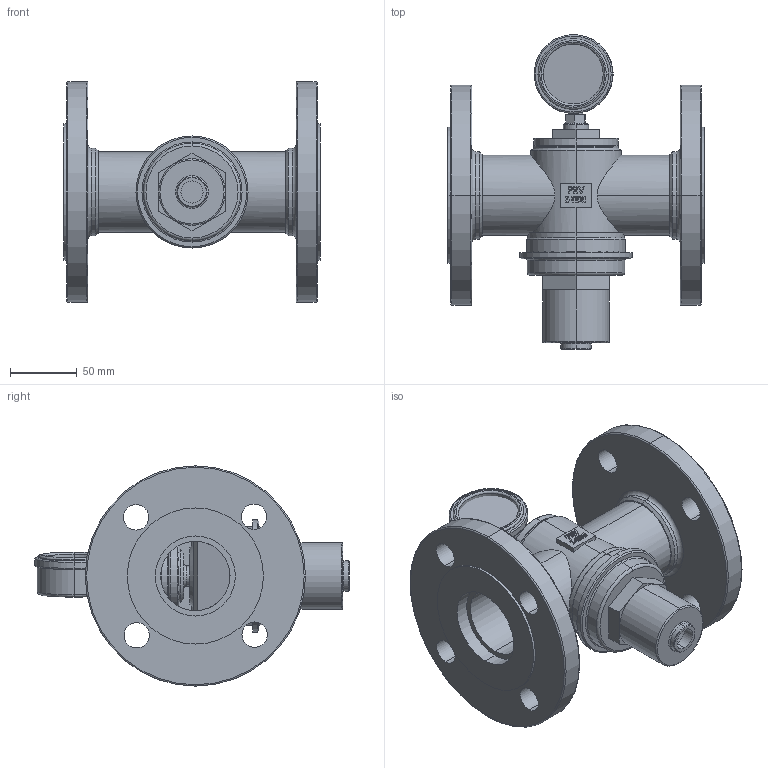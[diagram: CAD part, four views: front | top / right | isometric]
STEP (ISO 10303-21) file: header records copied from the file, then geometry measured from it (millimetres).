
FILE_DESCRIPTION (( 'STEP AP203' ), '1' );
FILE_NAME ('REF-50.STEP', '2018-06-25T03:14:05', ( 'LEO' ), ( '' ), 'SwSTEP 2.0', 'SolidWorks 2010', '' );
FILE_SCHEMA (( 'CONFIG_CONTROL_DESIGN' ));
Length unit declared in the file: millimetre
Products named in the file (7): REF-50; REF-50本體; DN50上蓋; DN50下蓋; 2分充油壓力錶; RET-REF50閥門; RET-REF50活塞導桿
Assembly tree (6 placements, depth 2):
  REF-50
    DN50上蓋
    REF-50本體
    DN50下蓋
    2分充油壓力錶
    RET-REF50閥門
    RET-REF50活塞導桿
Bounding box: 192 x 235.73 x 165 mm (x, y, z)
Volume: 969450.8 mm3; surface area: 275901.9 mm2
Topology: 9 solids, 9 shells, 589 faces, 1379 edges, 864 vertices
Faces by surface type: plane 219, cylinder 197, cone 77, bspline 44, torus 40, sphere 12
Entity records: 21905 total; most frequent: CARTESIAN_POINT 7791, DIRECTION 2809, ORIENTED_EDGE 2734, EDGE_CURVE 1367, AXIS2_PLACEMENT_3D 1069, VERTEX_POINT 864, EDGE_LOOP 687, LINE 671
